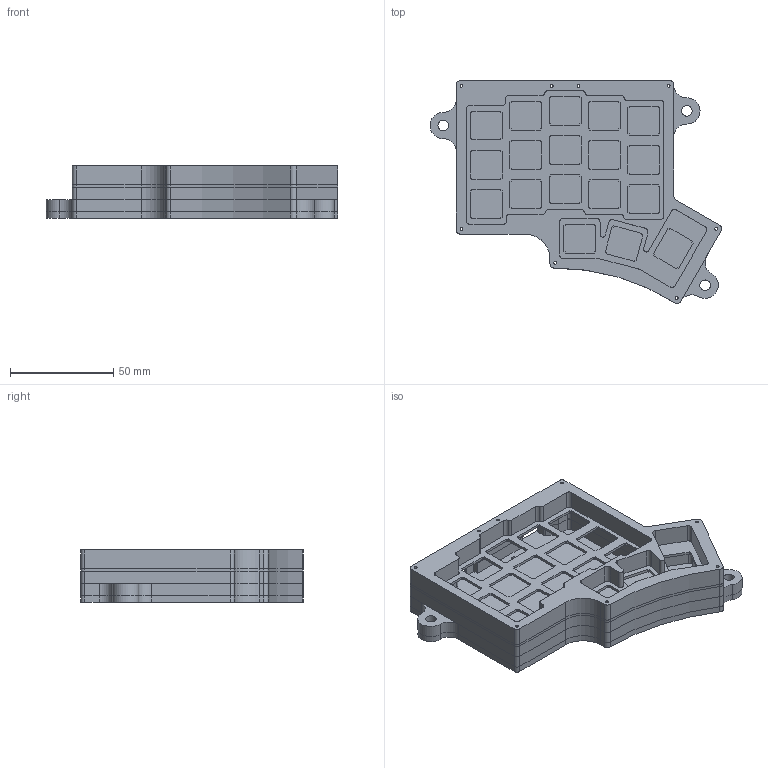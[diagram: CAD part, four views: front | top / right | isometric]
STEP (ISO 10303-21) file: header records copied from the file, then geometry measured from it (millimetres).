
FILE_DESCRIPTION(/* description */ (''),/* implementation_level */ '2;1');
FILE_NAME(/* name */ '59c8d9ac-df3f-4c38-90de-e4897834a3a5.stp',/* time_stamp */ '2017-08-09T11:14:34-07:00',/* author */ (''),/* organization */ (''),/* preprocessor_version */ 'ST-DEVELOPER v16.13',/* originating_system */ 'Autodesk Translation Framework v6.1.1.50',/* authorisation */ '');
FILE_SCHEMA (('AUTOMOTIVE_DESIGN { 1 0 10303 214 3 1 1 }'));
Length unit declared in the file: inch
Products named in the file (6): Full Acrylic Case; Top Plate PCB FIXED v2; Mid to be tapped; Bottom; Mid; Hi Prof to be Tapped
Assembly tree (5 placements, depth 2):
  Full Acrylic Case
    Top Plate PCB FIXED v2
    Mid to be tapped
    Bottom
    Mid
    Hi Prof to be Tapped
Bounding box: 141.26 x 107.9 x 25.27 mm (x, y, z)
Volume: 89256.2 mm3; surface area: 69582.7 mm2
Topology: 7 solids, 7 shells, 515 faces, 1503 edges, 1002 vertices
Faces by surface type: plane 341, cylinder 174
Full cylindrical faces by diameter (mm): 1.397 x8, 2 x1, 2.1 x32, 5.105 x3, 6.35 x3
Entity records: 17228 total; most frequent: CARTESIAN_POINT 2985, ORIENTED_EDGE 2912, DIRECTION 2858, EDGE_CURVE 1456, LINE 1108, VECTOR 1108, VERTEX_POINT 1002, AXIS2_PLACEMENT_3D 875
